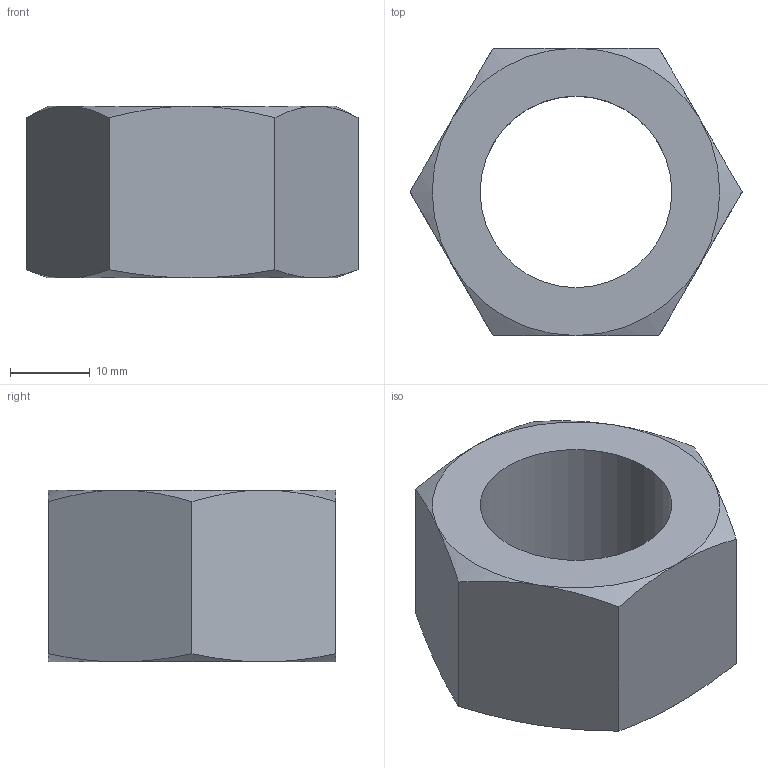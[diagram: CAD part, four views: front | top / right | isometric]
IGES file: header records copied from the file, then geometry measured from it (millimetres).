
Start section:  PTC IGES file: gbt6170_m24n_mir.igs
Global section: file name: gbt6170_m24n_mir.igs; native system: Pro/ENGINEER by Parametric Technology Corporation; preprocessor: 2004110; author: liuxiaokun; organization: Unknown; date: 080428.080951; units: millimetre
Bounding box: 41.57 x 36 x 21.5 mm (x, y, z)
Volume: 14327.4 mm3; surface area: 5557.2 mm2
Topology: 1 solids, 1 shells, 22 faces, 48 edges, 28 vertices
Faces by surface type: revolution 14, bspline 8
